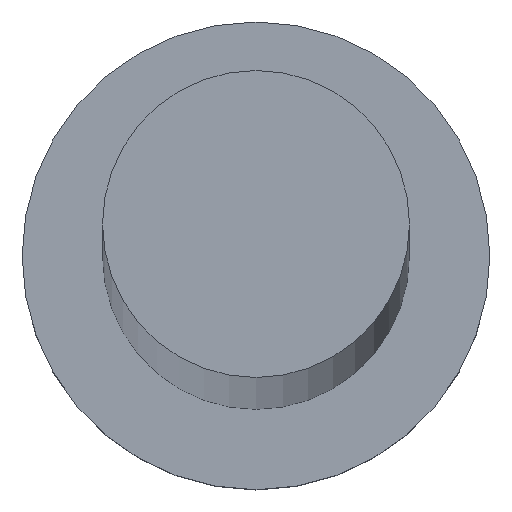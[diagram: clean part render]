
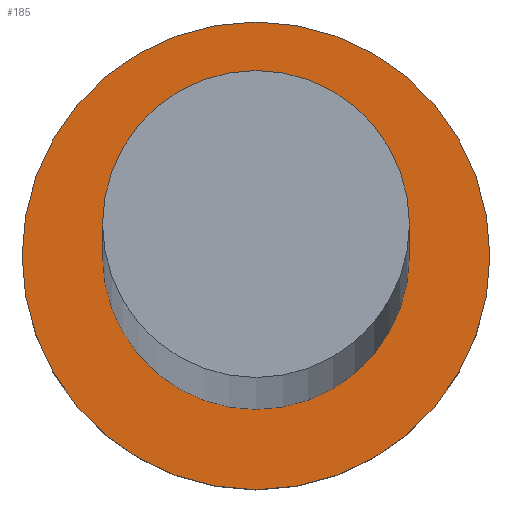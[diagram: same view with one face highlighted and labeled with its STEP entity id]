
A CAD part, top view. The second image highlights one B-rep face of the part: STEP entity #185.
In plain terms, the highlighted planar face has unit normal (0, 0, 1).
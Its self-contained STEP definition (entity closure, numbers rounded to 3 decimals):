
#1 = CARTESIAN_POINT ( 'NONE',  ( 0., 0., 5. ) ) ;
#3 = CARTESIAN_POINT ( 'NONE',  ( -5.25, 0., 5. ) ) ;
#4 = DIRECTION ( 'NONE',  ( 0., 0., 1. ) ) ;
#6 = CARTESIAN_POINT ( 'NONE',  ( 0., 0., 5. ) ) ;
#8 = VERTEX_POINT ( 'NONE', #178 ) ;
#13 = AXIS2_PLACEMENT_3D ( 'NONE', #6, #68, #135 ) ;
#23 = CIRCLE ( 'NONE', #13, 5.25 ) ;
#24 = CARTESIAN_POINT ( 'NONE',  ( 5.25, 0., 5. ) ) ;
#34 = DIRECTION ( 'NONE',  ( 1., 0., 0. ) ) ;
#43 = FACE_BOUND ( 'NONE', #77, .T. ) ;
#44 = FACE_OUTER_BOUND ( 'NONE', #100, .T. ) ;
#49 = ORIENTED_EDGE ( 'NONE', *, *, #251, .F. ) ;
#51 = CIRCLE ( 'NONE', #248, 5.25 ) ;
#60 = ORIENTED_EDGE ( 'NONE', *, *, #86, .F. ) ;
#65 = PLANE ( 'NONE',  #189 ) ;
#68 = DIRECTION ( 'NONE',  ( 0., 0., 1. ) ) ;
#77 = EDGE_LOOP ( 'NONE', ( #60, #49 ) ) ;
#82 = CIRCLE ( 'NONE', #153, 8. ) ;
#85 = CARTESIAN_POINT ( 'NONE',  ( -8., 0., 5. ) ) ;
#86 = EDGE_CURVE ( 'NONE', #232, #199, #51, .T. ) ;
#89 = DIRECTION ( 'NONE',  ( 1., 0., 0. ) ) ;
#100 = EDGE_LOOP ( 'NONE', ( #157, #131 ) ) ;
#103 = AXIS2_PLACEMENT_3D ( 'NONE', #1, #148, #89 ) ;
#108 = CARTESIAN_POINT ( 'NONE',  ( 0., 0., 5. ) ) ;
#126 = DIRECTION ( 'NONE',  ( 1., 0., 0. ) ) ;
#131 = ORIENTED_EDGE ( 'NONE', *, *, #208, .T. ) ;
#135 = DIRECTION ( 'NONE',  ( 1., 0., 0. ) ) ;
#145 = CIRCLE ( 'NONE', #103, 8. ) ;
#148 = DIRECTION ( 'NONE',  ( 0., 0., 1. ) ) ;
#153 = AXIS2_PLACEMENT_3D ( 'NONE', #108, #4, #194 ) ;
#157 = ORIENTED_EDGE ( 'NONE', *, *, #216, .T. ) ;
#171 = CARTESIAN_POINT ( 'NONE',  ( 0., 0., 5. ) ) ;
#175 = DIRECTION ( 'NONE',  ( 0., 0., 1. ) ) ;
#178 = CARTESIAN_POINT ( 'NONE',  ( 8., 0., 5. ) ) ;
#182 = VERTEX_POINT ( 'NONE', #85 ) ;
#185 = ADVANCED_FACE ( 'NONE', ( #43, #44 ), #65, .T. ) ;
#189 = AXIS2_PLACEMENT_3D ( 'NONE', #171, #175, #126 ) ;
#193 = DIRECTION ( 'NONE',  ( 0., 0., 1. ) ) ;
#194 = DIRECTION ( 'NONE',  ( 1., 0., 0. ) ) ;
#199 = VERTEX_POINT ( 'NONE', #24 ) ;
#208 = EDGE_CURVE ( 'NONE', #8, #182, #82, .T. ) ;
#216 = EDGE_CURVE ( 'NONE', #182, #8, #145, .T. ) ;
#232 = VERTEX_POINT ( 'NONE', #3 ) ;
#235 = CARTESIAN_POINT ( 'NONE',  ( 0., 0., 5. ) ) ;
#248 = AXIS2_PLACEMENT_3D ( 'NONE', #235, #193, #34 ) ;
#251 = EDGE_CURVE ( 'NONE', #199, #232, #23, .T. ) ;
